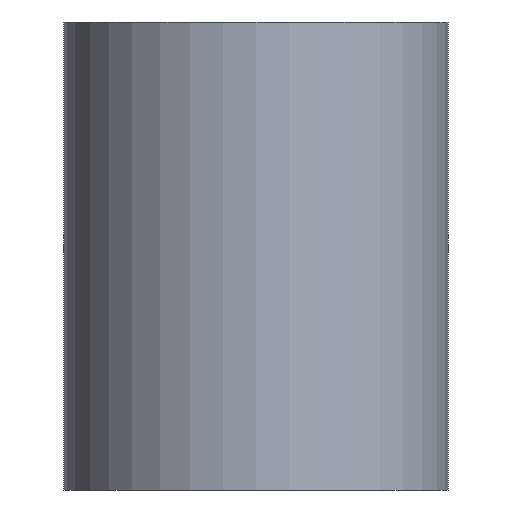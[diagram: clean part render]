
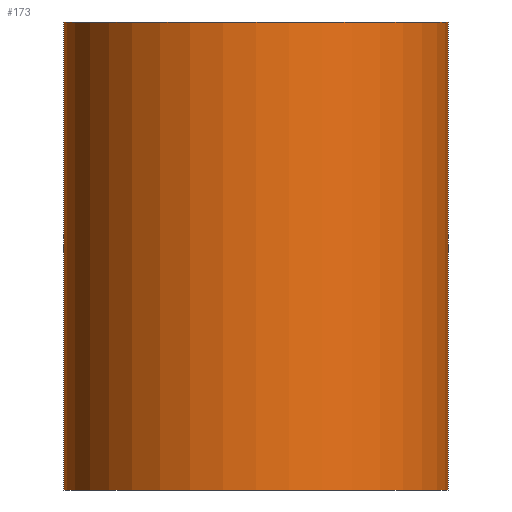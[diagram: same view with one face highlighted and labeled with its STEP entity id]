
A CAD part, front view. The second image highlights one B-rep face of the part: STEP entity #173.
In plain terms, the highlighted cylindrical face has radius 8.5 mm (diameter 17 mm), a partial arc.
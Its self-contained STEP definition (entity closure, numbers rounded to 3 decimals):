
#5 = DIRECTION ( 'NONE',  ( 0., 0., 1. ) ) ;
#11 = VECTOR ( 'NONE', #45, 1000. ) ;
#21 = ORIENTED_EDGE ( 'NONE', *, *, #58, .F. ) ;
#23 = VERTEX_POINT ( 'NONE', #111 ) ;
#30 = CARTESIAN_POINT ( 'NONE',  ( 8.5, 0., 20.7 ) ) ;
#37 = VERTEX_POINT ( 'NONE', #163 ) ;
#42 = DIRECTION ( 'NONE',  ( -1., 0., 0. ) ) ;
#45 = DIRECTION ( 'NONE',  ( 0., 0., -1. ) ) ;
#51 = VECTOR ( 'NONE', #195, 1000. ) ;
#54 = CIRCLE ( 'NONE', #229, 8.5 ) ;
#58 = EDGE_CURVE ( 'NONE', #37, #134, #149, .T. ) ;
#69 = CYLINDRICAL_SURFACE ( 'NONE', #247, 8.5 ) ;
#82 = DIRECTION ( 'NONE',  ( 0., 0., 1. ) ) ;
#87 = CARTESIAN_POINT ( 'NONE',  ( 0., 0., 0. ) ) ;
#88 = CARTESIAN_POINT ( 'NONE',  ( 0., 0., 20.7 ) ) ;
#100 = DIRECTION ( 'NONE',  ( 0., 0., -1. ) ) ;
#111 = CARTESIAN_POINT ( 'NONE',  ( -8.5, 0., 0. ) ) ;
#110 = CIRCLE ( 'NONE', #153, 8.5 ) ;
#116 = ORIENTED_EDGE ( 'NONE', *, *, #136, .T. ) ;
#126 = FACE_OUTER_BOUND ( 'NONE', #201, .T. ) ;
#134 = VERTEX_POINT ( 'NONE', #189 ) ;
#136 = EDGE_CURVE ( 'NONE', #232, #23, #218, .T. ) ;
#140 = ORIENTED_EDGE ( 'NONE', *, *, #198, .F. ) ;
#149 = LINE ( 'NONE', #30, #51 ) ;
#153 = AXIS2_PLACEMENT_3D ( 'NONE', #174, #5, #157 ) ;
#157 = DIRECTION ( 'NONE',  ( 1., 0., 0. ) ) ;
#158 = CARTESIAN_POINT ( 'NONE',  ( -8.5, 0., 20.7 ) ) ;
#159 = DIRECTION ( 'NONE',  ( 1., 0., 0. ) ) ;
#163 = CARTESIAN_POINT ( 'NONE',  ( 8.5, 0., 20.7 ) ) ;
#173 = ADVANCED_FACE ( 'NONE', ( #126 ), #69, .T. ) ;
#174 = CARTESIAN_POINT ( 'NONE',  ( 0., 0., 20.7 ) ) ;
#189 = CARTESIAN_POINT ( 'NONE',  ( 8.5, 0., 0. ) ) ;
#195 = DIRECTION ( 'NONE',  ( 0., 0., -1. ) ) ;
#198 = EDGE_CURVE ( 'NONE', #232, #37, #110, .T. ) ;
#201 = EDGE_LOOP ( 'NONE', ( #21, #140, #116, #245 ) ) ;
#210 = EDGE_CURVE ( 'NONE', #23, #134, #54, .T. ) ;
#218 = LINE ( 'NONE', #158, #11 ) ;
#229 = AXIS2_PLACEMENT_3D ( 'NONE', #87, #82, #159 ) ;
#232 = VERTEX_POINT ( 'NONE', #236 ) ;
#236 = CARTESIAN_POINT ( 'NONE',  ( -8.5, 0., 20.7 ) ) ;
#245 = ORIENTED_EDGE ( 'NONE', *, *, #210, .T. ) ;
#247 = AXIS2_PLACEMENT_3D ( 'NONE', #88, #100, #42 ) ;
